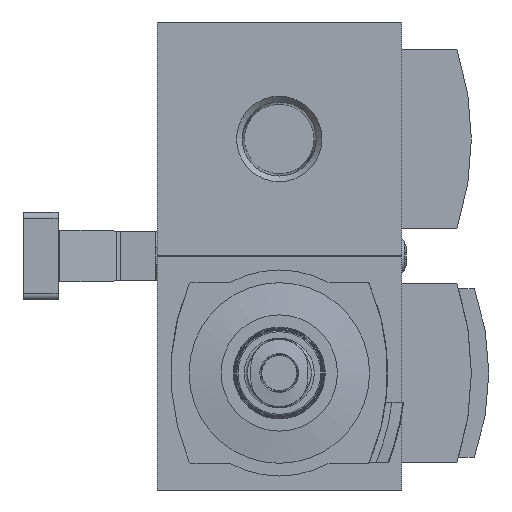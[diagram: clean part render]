
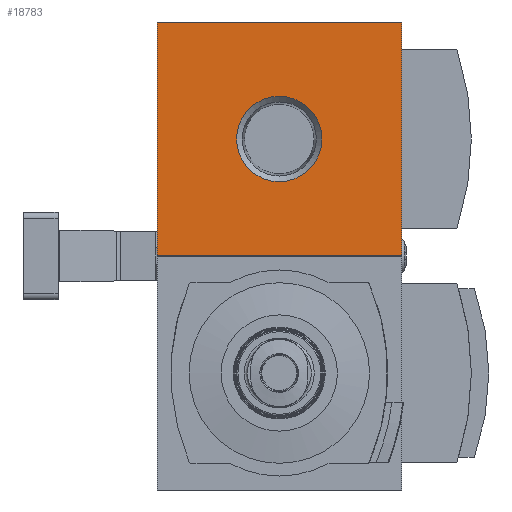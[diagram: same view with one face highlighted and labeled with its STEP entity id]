
A CAD part, front view. The second image highlights one B-rep face of the part: STEP entity #18783.
In plain terms, the highlighted planar face has unit normal (0, -1, 0).
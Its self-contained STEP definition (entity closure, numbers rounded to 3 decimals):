
#248=PLANE('',#19692);
#774=LINE('',#24990,#2316);
#880=LINE('',#25212,#2422);
#895=LINE('',#25250,#2437);
#965=LINE('',#25498,#2507);
#2316=VECTOR('',#20847,1000.);
#2422=VECTOR('',#21019,1000.);
#2437=VECTOR('',#21048,1000.);
#2507=VECTOR('',#21248,1000.);
#4480=ORIENTED_EDGE('',*,*,#8487,.F.);
#4481=ORIENTED_EDGE('',*,*,#8089,.F.);
#4482=ORIENTED_EDGE('',*,*,#8203,.F.);
#4483=ORIENTED_EDGE('',*,*,#8344,.F.);
#4484=ORIENTED_EDGE('',*,*,#8223,.F.);
#8089=EDGE_CURVE('',#10165,#10166,#774,.T.);
#8203=EDGE_CURVE('',#10248,#10165,#880,.T.);
#8223=EDGE_CURVE('',#10166,#10265,#895,.T.);
#8344=EDGE_CURVE('',#10265,#10248,#965,.T.);
#8487=EDGE_CURVE('',#10492,#10492,#11601,.T.);
#10165=VERTEX_POINT('',#24989);
#10166=VERTEX_POINT('',#24991);
#10248=VERTEX_POINT('',#25211);
#10265=VERTEX_POINT('',#25251);
#10492=VERTEX_POINT('',#25782);
#11601=CIRCLE('',#19693,7.33);
#12017=EDGE_LOOP('',(#4480));
#12018=EDGE_LOOP('',(#4481,#4482,#4483,#4484));
#12920=FACE_BOUND('',#12017,.T.);
#12921=FACE_BOUND('',#12018,.T.);
#18783=ADVANCED_FACE('',(#12920,#12921),#248,.F.);
#19692=AXIS2_PLACEMENT_3D('',#25780,#21479,#21480);
#19693=AXIS2_PLACEMENT_3D('',#25781,#21481,#21482);
#20847=DIRECTION('',(0.,0.,1.));
#21019=DIRECTION('',(-1.,0.,0.));
#21048=DIRECTION('',(1.,0.,0.));
#21248=DIRECTION('',(0.,0.,-1.));
#21479=DIRECTION('',(0.,1.,0.));
#21480=DIRECTION('',(0.,0.,1.));
#21481=DIRECTION('',(0.,-1.,0.));
#21482=DIRECTION('',(1.,0.,0.));
#24989=CARTESIAN_POINT('',(-21.,-31.5,-20.1));
#24990=CARTESIAN_POINT('',(-21.,-31.5,-20.1));
#24991=CARTESIAN_POINT('',(-21.,-31.5,20.1));
#25211=CARTESIAN_POINT('',(21.,-31.5,-20.1));
#25212=CARTESIAN_POINT('',(21.,-31.5,-20.1));
#25250=CARTESIAN_POINT('',(-21.,-31.5,20.1));
#25251=CARTESIAN_POINT('',(21.,-31.5,20.1));
#25498=CARTESIAN_POINT('',(21.,-31.5,20.1));
#25780=CARTESIAN_POINT('',(0.,-31.5,0.));
#25781=CARTESIAN_POINT('',(0.,-31.5,0.));
#25782=CARTESIAN_POINT('',(7.33,-31.5,0.));
